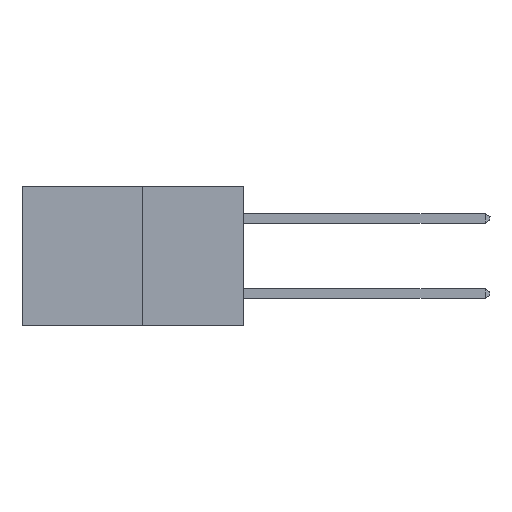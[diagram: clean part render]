
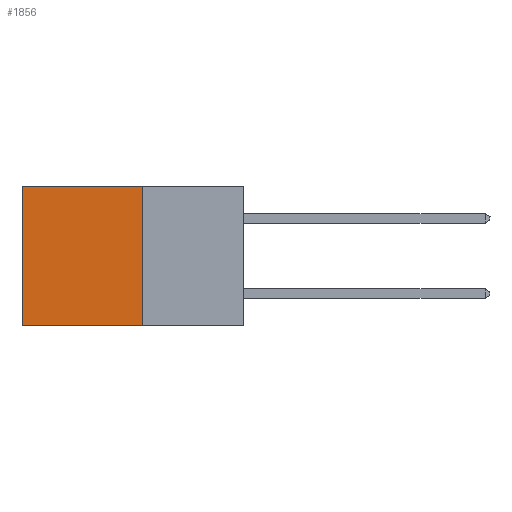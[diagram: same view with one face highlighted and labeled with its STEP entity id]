
A CAD part, left-side view. The second image highlights one B-rep face of the part: STEP entity #1856.
In plain terms, the highlighted planar face has unit normal (-1, 0, 0).
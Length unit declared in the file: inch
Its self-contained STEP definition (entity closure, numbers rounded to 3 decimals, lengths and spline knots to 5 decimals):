
#172 = EDGE_CURVE ( 'NONE', #5172, #3918, #10616, .T. ) ;
#210 = ORIENTED_EDGE ( 'NONE', *, *, #5373, .T. ) ;
#801 = CARTESIAN_POINT ( 'NONE',  ( 0.277, 0.27, -0.37 ) ) ;
#861 = LINE ( 'NONE', #801, #2997 ) ;
#897 = DIRECTION ( 'NONE',  ( 0., 1., 0. ) ) ;
#1226 = AXIS2_PLACEMENT_3D ( 'NONE', #8341, #11414, #11439 ) ;
#1401 = VERTEX_POINT ( 'NONE', #2852 ) ;
#1856 = ADVANCED_FACE ( 'NONE', ( #9751 ), #9017, .F. ) ;
#2311 = VERTEX_POINT ( 'NONE', #7463 ) ;
#2852 = CARTESIAN_POINT ( 'NONE',  ( 0.277, 0.27, -0.37 ) ) ;
#2871 = VECTOR ( 'NONE', #8410, 39.37008 ) ;
#2997 = VECTOR ( 'NONE', #8236, 39.37008 ) ;
#3435 = CARTESIAN_POINT ( 'NONE',  ( 0.277, 0.59, -0.37 ) ) ;
#3511 = ORIENTED_EDGE ( 'NONE', *, *, #172, .T. ) ;
#3702 = DIRECTION ( 'NONE',  ( 0., 0., -1. ) ) ;
#3704 = EDGE_LOOP ( 'NONE', ( #210, #10084, #5394, #3511 ) ) ;
#3918 = VERTEX_POINT ( 'NONE', #11036 ) ;
#5172 = VERTEX_POINT ( 'NONE', #10466 ) ;
#5373 = EDGE_CURVE ( 'NONE', #3918, #2311, #8655, .T. ) ;
#5394 = ORIENTED_EDGE ( 'NONE', *, *, #11189, .F. ) ;
#6449 = VECTOR ( 'NONE', #3702, 39.37008 ) ;
#7071 = LINE ( 'NONE', #11999, #9549 ) ;
#7463 = CARTESIAN_POINT ( 'NONE',  ( 0.277, 0.59, -0.37 ) ) ;
#8236 = DIRECTION ( 'NONE',  ( 0., 0., -1. ) ) ;
#8341 = CARTESIAN_POINT ( 'NONE',  ( 0.277, 0.27, -0.37 ) ) ;
#8410 = DIRECTION ( 'NONE',  ( 0., 1., 0. ) ) ;
#8655 = LINE ( 'NONE', #3435, #6449 ) ;
#9017 = PLANE ( 'NONE',  #1226 ) ;
#9549 = VECTOR ( 'NONE', #897, 39.37008 ) ;
#9751 = FACE_OUTER_BOUND ( 'NONE', #3704, .T. ) ;
#10084 = ORIENTED_EDGE ( 'NONE', *, *, #10537, .F. ) ;
#10466 = CARTESIAN_POINT ( 'NONE',  ( 0.277, 0.27, 0. ) ) ;
#10537 = EDGE_CURVE ( 'NONE', #1401, #2311, #7071, .T. ) ;
#10616 = LINE ( 'NONE', #11187, #2871 ) ;
#11036 = CARTESIAN_POINT ( 'NONE',  ( 0.277, 0.59, 0. ) ) ;
#11187 = CARTESIAN_POINT ( 'NONE',  ( 0.277, 0.27, 0. ) ) ;
#11189 = EDGE_CURVE ( 'NONE', #5172, #1401, #861, .T. ) ;
#11414 = DIRECTION ( 'NONE',  ( 1., 0., 0. ) ) ;
#11439 = DIRECTION ( 'NONE',  ( 0., 0., -1. ) ) ;
#11999 = CARTESIAN_POINT ( 'NONE',  ( 0.277, 0.27, -0.37 ) ) ;
